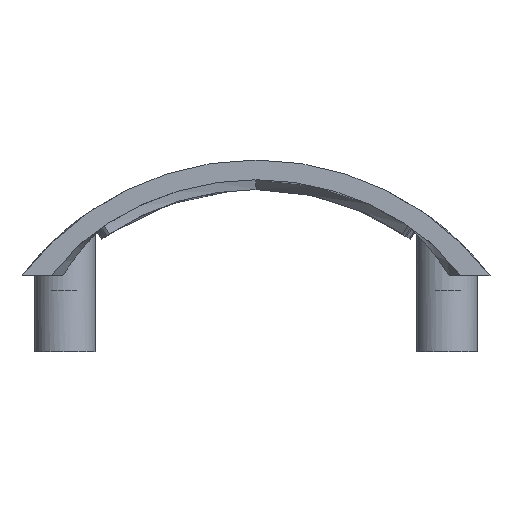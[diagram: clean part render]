
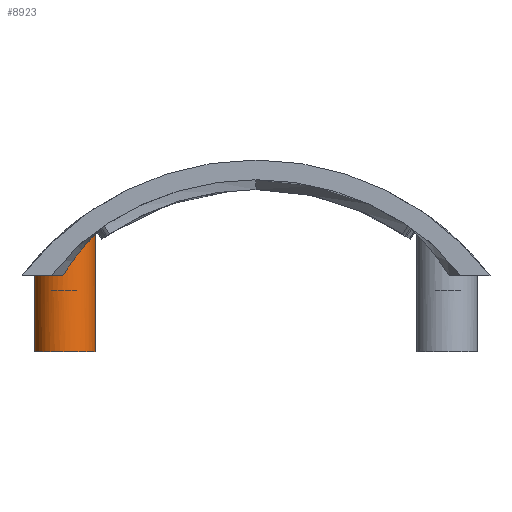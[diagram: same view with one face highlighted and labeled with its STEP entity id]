
A CAD part, front view. The second image highlights one B-rep face of the part: STEP entity #8923.
In plain terms, the highlighted cylindrical face has radius 3.1 mm (diameter 6.2 mm), a partial arc.
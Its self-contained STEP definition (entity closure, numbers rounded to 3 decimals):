
#31 = CARTESIAN_POINT ( 'NONE',  ( 7.101, 2.46, 3.857 ) ) ;
#191 = CARTESIAN_POINT ( 'NONE',  ( 7.475, 3.938, -16.487 ) ) ;
#311 = CARTESIAN_POINT ( 'NONE',  ( 4.238, 0.839, 0.144 ) ) ;
#360 = CARTESIAN_POINT ( 'NONE',  ( 4.623, 0.847, 0.743 ) ) ;
#516 = AXIS2_PLACEMENT_3D ( 'NONE', #2800, #738, #5652 ) ;
#673 = DIRECTION ( 'NONE',  ( 1., 0., 0. ) ) ;
#687 = CARTESIAN_POINT ( 'NONE',  ( 6.703, 1.89, 3.43 ) ) ;
#738 = DIRECTION ( 'NONE',  ( 0., 0., 1. ) ) ;
#761 = VERTEX_POINT ( 'NONE', #1766 ) ;
#782 = CARTESIAN_POINT ( 'NONE',  ( 5.126, 0.93, 1.472 ) ) ;
#874 = CARTESIAN_POINT ( 'NONE',  ( 5.049, 0.911, 1.364 ) ) ;
#957 = VECTOR ( 'NONE', #4355, 1000. ) ;
#1230 = ORIENTED_EDGE ( 'NONE', *, *, #6326, .T. ) ;
#1320 = ORIENTED_EDGE ( 'NONE', *, *, #4622, .T. ) ;
#1492 = CARTESIAN_POINT ( 'NONE',  ( 5.588, 1.084, 2.094 ) ) ;
#1535 = CARTESIAN_POINT ( 'NONE',  ( 7.072, 2.408, 3.827 ) ) ;
#1581 = CARTESIAN_POINT ( 'NONE',  ( 7.475, 3.686, 4.236 ) ) ;
#1657 = VERTEX_POINT ( 'NONE', #6273 ) ;
#1766 = CARTESIAN_POINT ( 'NONE',  ( 7.475, 3.937, 4.236 ) ) ;
#1796 = CARTESIAN_POINT ( 'NONE',  ( 7.475, 3.938, -7.719 ) ) ;
#1885 = VERTEX_POINT ( 'NONE', #6662 ) ;
#2137 = CARTESIAN_POINT ( 'NONE',  ( 7.355, 3.074, 4.117 ) ) ;
#2186 = CARTESIAN_POINT ( 'NONE',  ( 6.475, 1.652, 3.175 ) ) ;
#2211 = VERTEX_POINT ( 'NONE', #4603 ) ;
#2231 = CARTESIAN_POINT ( 'NONE',  ( 7.184, 2.621, 3.943 ) ) ;
#2278 = CARTESIAN_POINT ( 'NONE',  ( 5.968, 1.275, 2.575 ) ) ;
#2469 = CARTESIAN_POINT ( 'NONE',  ( 4.149, 0.846, 0. ) ) ;
#2800 = CARTESIAN_POINT ( 'NONE',  ( 4.375, 3.938, -16.487 ) ) ;
#2843 = CARTESIAN_POINT ( 'NONE',  ( 7.319, 2.958, 4.08 ) ) ;
#2983 = CARTESIAN_POINT ( 'NONE',  ( 6.98, 2.256, 3.73 ) ) ;
#3051 = DIRECTION ( 'NONE',  ( 0., 0., 1. ) ) ;
#3105 = ORIENTED_EDGE ( 'NONE', *, *, #7207, .T. ) ;
#3262 = CARTESIAN_POINT ( 'NONE',  ( 4.592, 0.845, 0.695 ) ) ;
#3544 = CARTESIAN_POINT ( 'NONE',  ( 6.35, 1.546, 3.031 ) ) ;
#3639 = CARTESIAN_POINT ( 'NONE',  ( 4.757, 0.86, 0.944 ) ) ;
#3735 = CARTESIAN_POINT ( 'NONE',  ( 4.894, 0.879, 1.144 ) ) ;
#3757 = LINE ( 'NONE', #191, #9033 ) ;
#4051 = CARTESIAN_POINT ( 'NONE',  ( 4.375, 3.938, 0. ) ) ;
#4201 = FACE_OUTER_BOUND ( 'NONE', #7315, .T. ) ;
#4294 = CARTESIAN_POINT ( 'NONE',  ( 7.01, 2.304, 3.762 ) ) ;
#4343 = CARTESIAN_POINT ( 'NONE',  ( 5.19, 0.947, 1.56 ) ) ;
#4355 = DIRECTION ( 'NONE',  ( 0., 0., 1. ) ) ;
#4431 = CARTESIAN_POINT ( 'NONE',  ( 5.18, 0.944, 1.547 ) ) ;
#4443 = CARTESIAN_POINT ( 'NONE',  ( 1.275, 3.938, -16.487 ) ) ;
#4603 = CARTESIAN_POINT ( 'NONE',  ( 1.275, 3.938, 0. ) ) ;
#4622 = EDGE_CURVE ( 'NONE', #761, #1657, #8914, .T. ) ;
#4988 = CARTESIAN_POINT ( 'NONE',  ( 5.697, 1.133, 2.234 ) ) ;
#5082 = CARTESIAN_POINT ( 'NONE',  ( 6.181, 1.418, 2.832 ) ) ;
#5094 = LINE ( 'NONE', #4443, #957 ) ;
#5125 = CARTESIAN_POINT ( 'NONE',  ( 5.433, 1.021, 1.891 ) ) ;
#5357 = ORIENTED_EDGE ( 'NONE', *, *, #5364, .F. ) ;
#5364 = EDGE_CURVE ( 'NONE', #1885, #2211, #5094, .T. ) ;
#5555 = DIRECTION ( 'NONE',  ( 1., 0., 0. ) ) ;
#5652 = DIRECTION ( 'NONE',  ( 1., 0., 0. ) ) ;
#5665 = EDGE_CURVE ( 'NONE', #7350, #761, #3757, .T. ) ;
#5697 = CARTESIAN_POINT ( 'NONE',  ( 5.718, 1.144, 2.261 ) ) ;
#5743 = CARTESIAN_POINT ( 'NONE',  ( 6.884, 2.113, 3.628 ) ) ;
#5815 = ORIENTED_EDGE ( 'NONE', *, *, #5665, .T. ) ;
#5834 = CARTESIAN_POINT ( 'NONE',  ( 6.223, 1.448, 2.882 ) ) ;
#5884 = AXIS2_PLACEMENT_3D ( 'NONE', #7721, #9121, #5555 ) ;
#5927 = CARTESIAN_POINT ( 'NONE',  ( 4.454, 0.838, 0.485 ) ) ;
#6273 = CARTESIAN_POINT ( 'NONE',  ( 4.149, 0.846, 0. ) ) ;
#6326 = EDGE_CURVE ( 'NONE', #1885, #7350, #8436, .T. ) ;
#6395 = CARTESIAN_POINT ( 'NONE',  ( 6.242, 1.463, 2.904 ) ) ;
#6483 = CIRCLE ( 'NONE', #7687, 3.1 ) ;
#6487 = CARTESIAN_POINT ( 'NONE',  ( 4.644, 0.849, 0.774 ) ) ;
#6533 = CARTESIAN_POINT ( 'NONE',  ( 7.233, 2.731, 3.994 ) ) ;
#6579 = CARTESIAN_POINT ( 'NONE',  ( 4.653, 0.85, 0.788 ) ) ;
#6662 = CARTESIAN_POINT ( 'NONE',  ( 1.275, 3.938, -7.719 ) ) ;
#7102 = CARTESIAN_POINT ( 'NONE',  ( 6.665, 1.847, 3.388 ) ) ;
#7148 = CARTESIAN_POINT ( 'NONE',  ( 5.664, 1.118, 2.193 ) ) ;
#7192 = CARTESIAN_POINT ( 'NONE',  ( 5.158, 0.938, 1.517 ) ) ;
#7207 = EDGE_CURVE ( 'NONE', #1657, #2211, #6483, .T. ) ;
#7241 = CARTESIAN_POINT ( 'NONE',  ( 6.814, 2.021, 3.553 ) ) ;
#7286 = CARTESIAN_POINT ( 'NONE',  ( 6.119, 1.373, 2.757 ) ) ;
#7315 = EDGE_LOOP ( 'NONE', ( #5357, #1230, #5815, #1320, #3105 ) ) ;
#7350 = VERTEX_POINT ( 'NONE', #1796 ) ;
#7652 = DIRECTION ( 'NONE',  ( 0., 0., -1. ) ) ;
#7687 = AXIS2_PLACEMENT_3D ( 'NONE', #4051, #7652, #673 ) ;
#7721 = CARTESIAN_POINT ( 'NONE',  ( 4.375, 3.938, -7.719 ) ) ;
#7853 = CARTESIAN_POINT ( 'NONE',  ( 6.59, 1.768, 3.305 ) ) ;
#7900 = CARTESIAN_POINT ( 'NONE',  ( 5.728, 1.148, 2.274 ) ) ;
#8226 = CARTESIAN_POINT ( 'NONE',  ( 4.518, 0.84, 0.584 ) ) ;
#8436 = CIRCLE ( 'NONE', #5884, 3.1 ) ;
#8557 = CARTESIAN_POINT ( 'NONE',  ( 7.444, 3.437, 4.206 ) ) ;
#8604 = CARTESIAN_POINT ( 'NONE',  ( 5.295, 0.976, 1.705 ) ) ;
#8652 = CARTESIAN_POINT ( 'NONE',  ( 7.475, 3.937, 4.236 ) ) ;
#8883 = CARTESIAN_POINT ( 'NONE',  ( 4.325, 0.837, 0.283 ) ) ;
#8914 = B_SPLINE_CURVE_WITH_KNOTS ( 'NONE', 3,
 ( #8652, #1581, #8557, #2137, #2843, #6533, #2231, #31, #1535, #4294, #2983, #5743, #7241, #687, #7102, #7853, #2186, #3544, #6395, #5834, #5082, #7286, #2278, #9256, #7900, #5697, #4988, #7148, #1492, #5125, #8604, #4343, #4431, #7192, #782, #874, #3735, #3639, #6579, #6487, #360, #3262, #8226, #5927, #8883, #311, #2469 ),
 .UNSPECIFIED., .F., .F.,
 ( 4, 2, 2, 2, 2, 2, 2, 2, 1, 2, 2, 1, 1, 2, 2, 1, 1, 1, 2, 2, 1, 1, 1, 2, 2, 1, 1, 2, 4 ),
 ( 0.5, 0.562, 0.593, 0.625, 0.64, 0.656, 0.687, 0.703, 0.719, 0.75, 0.758, 0.765, 0.781, 0.812, 0.816, 0.82, 0.828, 0.844, 0.875, 0.879, 0.883, 0.891, 0.906, 0.937, 0.941, 0.945, 0.953, 0.969, 1. ),
 .UNSPECIFIED. ) ;
#8923 = ADVANCED_FACE ( 'NONE', ( #4201 ), #9213, .T. ) ;
#9033 = VECTOR ( 'NONE', #3051, 1000. ) ;
#9121 = DIRECTION ( 'NONE',  ( 0., 0., 1. ) ) ;
#9213 = CYLINDRICAL_SURFACE ( 'NONE', #516, 3.1 ) ;
#9256 = CARTESIAN_POINT ( 'NONE',  ( 5.832, 1.2, 2.407 ) ) ;
